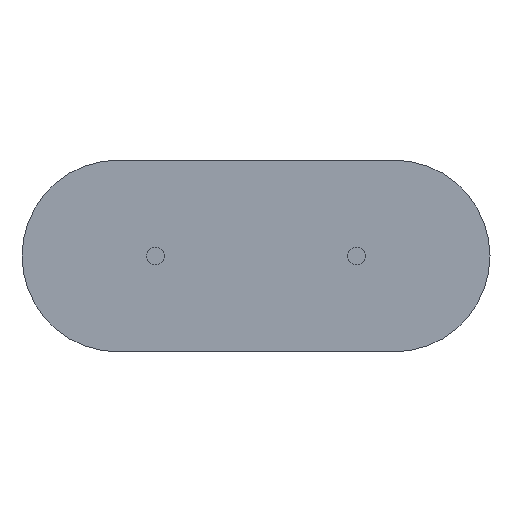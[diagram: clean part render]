
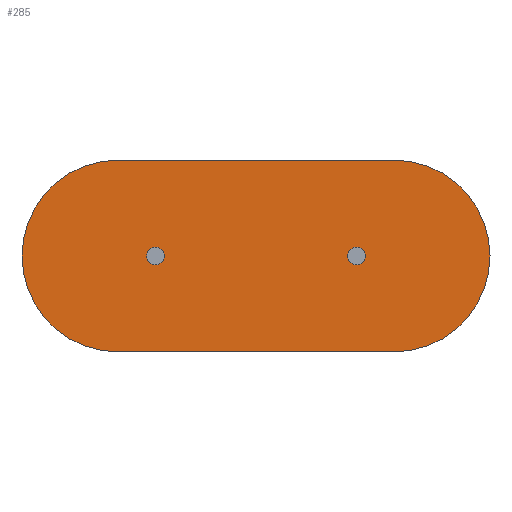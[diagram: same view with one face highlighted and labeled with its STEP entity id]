
A CAD part, front view. The second image highlights one B-rep face of the part: STEP entity #285.
In plain terms, the highlighted planar face has unit normal (0, -1, 0).
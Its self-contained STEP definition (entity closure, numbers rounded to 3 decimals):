
#25=PLANE('',#328);
#38=FACE_OUTER_BOUND('',#60,.T.);
#60=EDGE_LOOP('',(#220,#221,#222,#223));
#78=LINE('',#468,#98);
#82=LINE('',#479,#102);
#98=VECTOR('',#368,1000.);
#102=VECTOR('',#380,1000.);
#116=CIRCLE('',#318,2.325);
#118=CIRCLE('',#322,2.325);
#134=VERTEX_POINT('',#458);
#135=VERTEX_POINT('',#459);
#138=VERTEX_POINT('',#467);
#140=VERTEX_POINT('',#473);
#158=EDGE_CURVE('',#134,#135,#116,.T.);
#162=EDGE_CURVE('',#135,#138,#78,.T.);
#165=EDGE_CURVE('',#138,#140,#118,.T.);
#168=EDGE_CURVE('',#140,#134,#82,.T.);
#220=ORIENTED_EDGE('',*,*,#158,.F.);
#221=ORIENTED_EDGE('',*,*,#168,.F.);
#222=ORIENTED_EDGE('',*,*,#165,.F.);
#223=ORIENTED_EDGE('',*,*,#162,.F.);
#285=ADVANCED_FACE('',(#38),#25,.F.);
#318=AXIS2_PLACEMENT_3D('',#460,#360,#361);
#322=AXIS2_PLACEMENT_3D('',#474,#373,#374);
#328=AXIS2_PLACEMENT_3D('',#490,#390,#391);
#360=DIRECTION('center_axis',(0.,1.,0.));
#361=DIRECTION('ref_axis',(0.,0.,1.));
#368=DIRECTION('',(-1.,0.,0.));
#373=DIRECTION('center_axis',(0.,1.,0.));
#374=DIRECTION('ref_axis',(0.,0.,1.));
#380=DIRECTION('',(1.,0.,0.));
#390=DIRECTION('center_axis',(0.,1.,0.));
#391=DIRECTION('ref_axis',(0.,0.,1.));
#458=CARTESIAN_POINT('',(3.35,0.,2.325));
#459=CARTESIAN_POINT('',(3.35,0.,-2.325));
#460=CARTESIAN_POINT('Origin',(3.35,0.,0.));
#467=CARTESIAN_POINT('',(-3.35,0.,-2.325));
#468=CARTESIAN_POINT('',(3.35,0.,-2.325));
#473=CARTESIAN_POINT('',(-3.35,0.,2.325));
#474=CARTESIAN_POINT('Origin',(-3.35,0.,0.));
#479=CARTESIAN_POINT('',(3.35,0.,2.325));
#490=CARTESIAN_POINT('Origin',(3.35,0.,0.));
